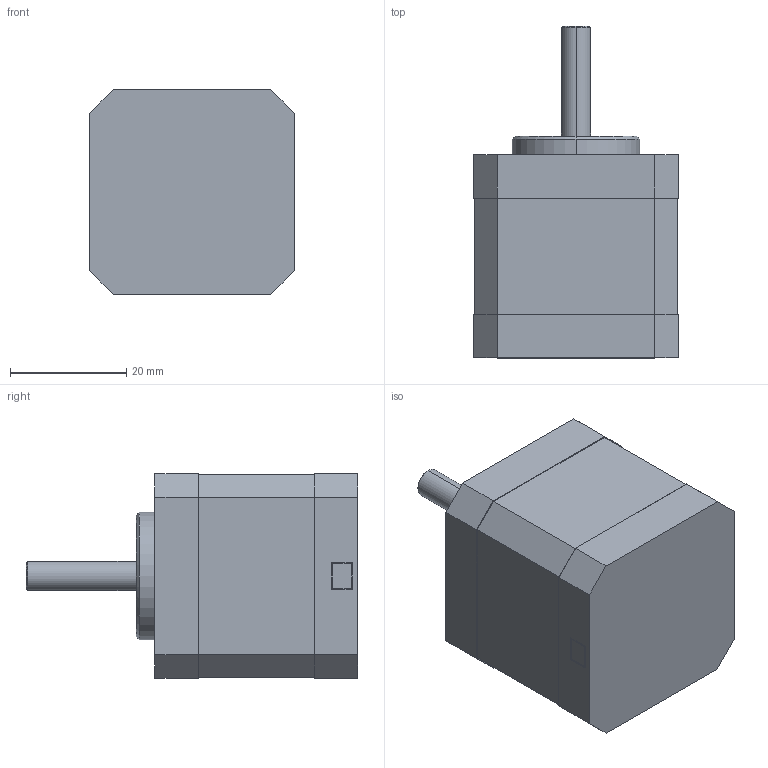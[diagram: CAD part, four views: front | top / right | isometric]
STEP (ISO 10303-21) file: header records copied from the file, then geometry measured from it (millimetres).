
FILE_DESCRIPTION (( 'STEP AP203' ), '1' );
FILE_NAME ('Nema 14_CAD X Right_sldprt.STEP', '2024-02-29T15:20:15', ( '' ), ( '' ), 'SwSTEP 2.0', 'SolidWorks 2022', '' );
FILE_SCHEMA (( 'CONFIG_CONTROL_DESIGN' ));
Length unit declared in the file: millimetre
Products named in the file (1): Nema 14_CAD X Right_sldprt
Bounding box: 35.5 x 57.2 x 35.3 mm (x, y, z)
Volume: 43432.4 mm3; surface area: 7842.8 mm2
Topology: 1 solids, 1 shells, 73 faces, 170 edges, 112 vertices
Faces by surface type: plane 55, cylinder 14, cone 4
Entity records: 2141 total; most frequent: CARTESIAN_POINT 356, DIRECTION 350, ORIENTED_EDGE 340, EDGE_CURVE 170, VECTOR 138, LINE 138, VERTEX_POINT 112, AXIS2_PLACEMENT_3D 106
